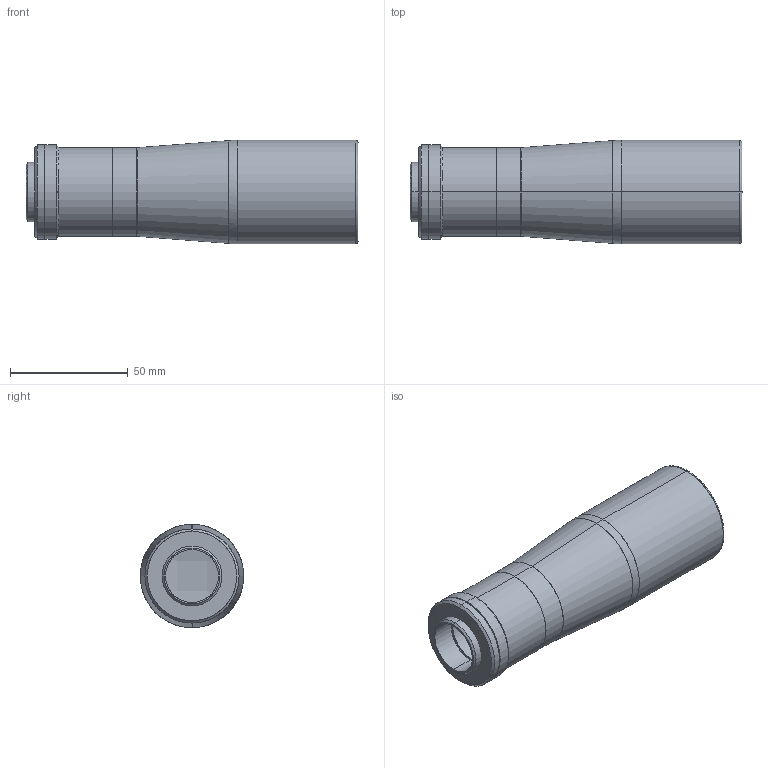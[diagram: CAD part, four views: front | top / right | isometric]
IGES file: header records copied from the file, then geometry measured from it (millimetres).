
Start section: SolidWorks IGES file using analytic representation for surfaces
Global section: file name: TC23024.IGS; native system: SolidWorks 2013; preprocessor: SolidWorks 2013; author: michela; date: 130419.113140; units: millimetre
Bounding box: 141.2 x 44 x 44 mm (x, y, z)
Surface area: 27868.1 mm2 (no closed solid volume)
Topology: 0 solids, 0 shells, 61 faces, 1465 edges, 1465 vertices
Faces by surface type: revolution 37, bspline 24
